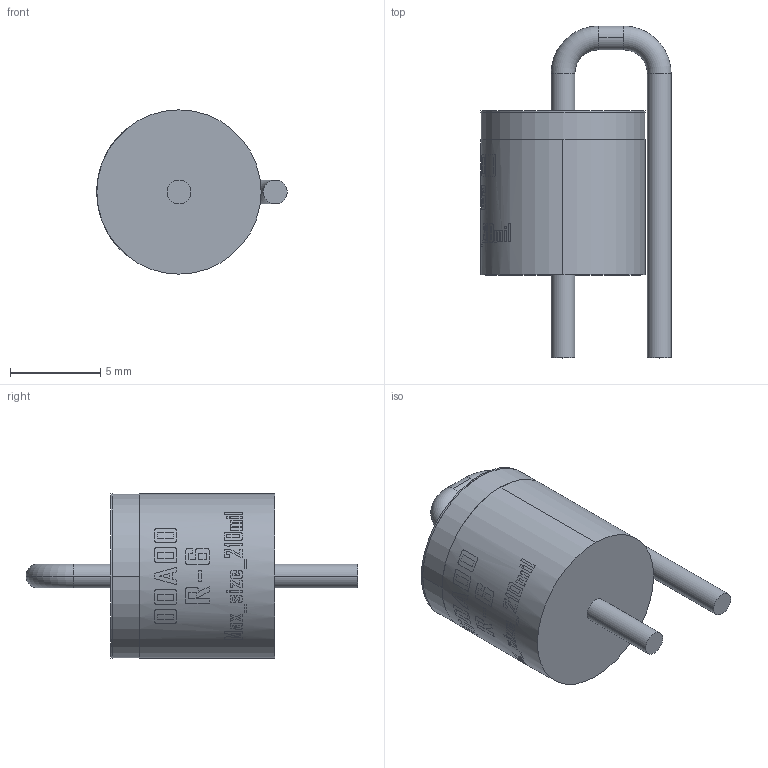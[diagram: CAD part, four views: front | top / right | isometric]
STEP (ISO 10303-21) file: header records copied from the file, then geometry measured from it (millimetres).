
FILE_DESCRIPTION (( 'STEP AP214' ), '1' );
FILE_NAME ('R-6_Max_size_210mil_rev1.0.STEP', '2023-03-16T23:14:17', ( '' ), ( '' ), 'SwSTEP 2.0', 'SolidWorks 2020', '' );
FILE_SCHEMA (( 'AUTOMOTIVE_DESIGN' ));
Length unit declared in the file: millimetre
Products named in the file (1): R-6_Max_size_210mil_rev1.0
Bounding box: 10.54 x 18.39 x 9.1 mm (x, y, z)
Volume: 632.5 mm3; surface area: 515.1 mm2
Topology: 1 solids, 1 shells, 58 faces, 333 edges, 315 vertices
Faces by surface type: cylinder 48, plane 6, torus 4
Entity records: 4929 total; most frequent: CARTESIAN_POINT 1498, ORIENTED_EDGE 666, DIRECTION 496, EDGE_CURVE 333, VERTEX_POINT 315, AXIS2_PLACEMENT_3D 192, CIRCLE 133, LINE 112
